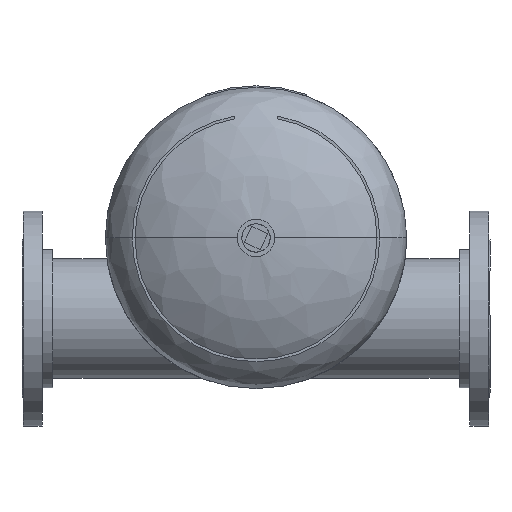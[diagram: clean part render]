
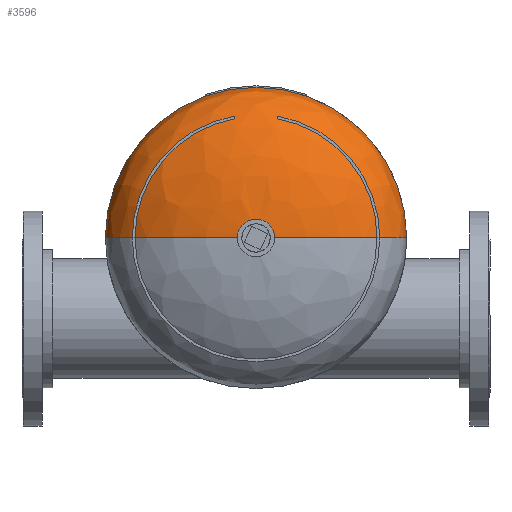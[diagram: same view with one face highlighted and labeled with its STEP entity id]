
A CAD part, front view. The second image highlights one B-rep face of the part: STEP entity #3596.
In plain terms, the highlighted free-form (B-spline) face has degree [3, 3] with [4, 4] control points.
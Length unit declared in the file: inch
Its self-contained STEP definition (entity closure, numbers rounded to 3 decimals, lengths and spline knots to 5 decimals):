
#291 = DIRECTION ( 'NONE',  ( 0., -1., 0. ) ) ;
#334 = CARTESIAN_POINT ( 'NONE',  ( 0., 0.273, 0. ) ) ;
#416 = CARTESIAN_POINT ( 'NONE',  ( 4.48799, 3.59547, -8.97598 ) ) ;
#1234 = CARTESIAN_POINT ( 'NONE',  ( -4.48799, 3.59547, -8.97598 ) ) ;
#1280 = CARTESIAN_POINT ( 'NONE',  ( -0.75, 3.79958, 0. ) ) ;
#1286 = AXIS2_PLACEMENT_3D ( 'NONE', #9254, #7454, #1606 ) ;
#1340 = CARTESIAN_POINT ( 'NONE',  ( -7., 0.273, 0. ) ) ;
#1358 = CARTESIAN_POINT ( 'NONE',  ( -4.48799, 3.59547, 0. ) ) ;
#1606 = DIRECTION ( 'NONE',  ( 1., 0., 0. ) ) ;
#1668 = AXIS2_PLACEMENT_3D ( 'NONE', #334, #2328, #8871 ) ;
#2221 = CARTESIAN_POINT ( 'NONE',  ( 7., 0.273, -14. ) ) ;
#2328 = DIRECTION ( 'NONE',  ( 0., -1., 0. ) ) ;
#2721 = VERTEX_POINT ( 'NONE', #7566 ) ;
#3351 =( BOUNDED_CURVE ( )  B_SPLINE_CURVE ( 3, ( #1280, #4205, #5076, #6997 ),
 .UNSPECIFIED., .F., .F. ) 
 B_SPLINE_CURVE_WITH_KNOTS ( ( 4, 4 ),
 ( 4.81974, 6.28319 ),
 .UNSPECIFIED. ) 
 CURVE ( )  GEOMETRIC_REPRESENTATION_ITEM ( )  RATIONAL_B_SPLINE_CURVE ( ( 1., 0.829, 0.829, 1. ) ) 
 REPRESENTATION_ITEM ( '' )  );
#3456 = ORIENTED_EDGE ( 'NONE', *, *, #3665, .T. ) ;
#3596 = ADVANCED_FACE ( 'NONE', ( #8011 ), #11825, .F. ) ;
#3665 = EDGE_CURVE ( 'NONE', #2721, #5280, #8332, .T. ) ;
#3712 = ORIENTED_EDGE ( 'NONE', *, *, #8975, .F. ) ;
#3840 = ORIENTED_EDGE ( 'NONE', *, *, #11398, .T. ) ;
#4095 = DIRECTION ( 'NONE',  ( 1., 0., 0. ) ) ;
#4153 = AXIS2_PLACEMENT_3D ( 'NONE', #8826, #291, #4095 ) ;
#4169 = ORIENTED_EDGE ( 'NONE', *, *, #12240, .T. ) ;
#4205 = CARTESIAN_POINT ( 'NONE',  ( -4.48799, 3.59547, 0. ) ) ;
#4218 = CARTESIAN_POINT ( 'NONE',  ( -7., 2.17806, 0. ) ) ;
#4283 = CARTESIAN_POINT ( 'NONE',  ( -0.75, 3.79958, 0. ) ) ;
#4454 = CIRCLE ( 'NONE', #1668, 7. ) ;
#4629 =( BOUNDED_CURVE ( )  B_SPLINE_CURVE ( 3, ( #5628, #6807, #9420, #10529 ),
 .UNSPECIFIED., .F., .F. ) 
 B_SPLINE_CURVE_WITH_KNOTS ( ( 4, 4 ),
 ( 4.81974, 6.28319 ),
 .UNSPECIFIED. ) 
 CURVE ( )  GEOMETRIC_REPRESENTATION_ITEM ( )  RATIONAL_B_SPLINE_CURVE ( ( 1., 0.829, 0.829, 1. ) ) 
 REPRESENTATION_ITEM ( '' )  );
#5076 = CARTESIAN_POINT ( 'NONE',  ( -7., 2.17806, 0. ) ) ;
#5280 = VERTEX_POINT ( 'NONE', #8912 ) ;
#5628 = CARTESIAN_POINT ( 'NONE',  ( 0.75, 3.79958, 0. ) ) ;
#5791 = VERTEX_POINT ( 'NONE', #6595 ) ;
#6086 = CARTESIAN_POINT ( 'NONE',  ( 7., 0.273, 0. ) ) ;
#6245 = CIRCLE ( 'NONE', #1286, 0.75 ) ;
#6468 = VERTEX_POINT ( 'NONE', #6086 ) ;
#6595 = CARTESIAN_POINT ( 'NONE',  ( 0.75, 3.79958, 0. ) ) ;
#6807 = CARTESIAN_POINT ( 'NONE',  ( 4.48799, 3.59547, 0. ) ) ;
#6957 = CARTESIAN_POINT ( 'NONE',  ( -7., 2.17806, -14. ) ) ;
#6997 = CARTESIAN_POINT ( 'NONE',  ( -7., 0.273, 0. ) ) ;
#7013 = CARTESIAN_POINT ( 'NONE',  ( -0.75, 3.79958, -1.5 ) ) ;
#7144 = CARTESIAN_POINT ( 'NONE',  ( 7., 0.273, 0. ) ) ;
#7454 = DIRECTION ( 'NONE',  ( 0., -1., 0. ) ) ;
#7566 = CARTESIAN_POINT ( 'NONE',  ( -0.75, 3.79958, 0. ) ) ;
#7835 = CARTESIAN_POINT ( 'NONE',  ( 4.48799, 3.59547, 0. ) ) ;
#7890 = CARTESIAN_POINT ( 'NONE',  ( 7., 2.17806, -14. ) ) ;
#7954 = CARTESIAN_POINT ( 'NONE',  ( -7., 0.273, -14. ) ) ;
#8011 = FACE_OUTER_BOUND ( 'NONE', #12217, .T. ) ;
#8070 = CARTESIAN_POINT ( 'NONE',  ( 0.75, 3.79958, 0. ) ) ;
#8332 = CIRCLE ( 'NONE', #4153, 0.75 ) ;
#8826 = CARTESIAN_POINT ( 'NONE',  ( 0., 3.79958, 0. ) ) ;
#8871 = DIRECTION ( 'NONE',  ( 1., 0., 0. ) ) ;
#8912 = CARTESIAN_POINT ( 'NONE',  ( 0., 3.79958, -0.75 ) ) ;
#8975 = EDGE_CURVE ( 'NONE', #9143, #6468, #4454, .T. ) ;
#9143 = VERTEX_POINT ( 'NONE', #1340 ) ;
#9254 = CARTESIAN_POINT ( 'NONE',  ( 0., 3.79958, 0. ) ) ;
#9295 = EDGE_CURVE ( 'NONE', #2721, #9143, #3351, .T. ) ;
#9420 = CARTESIAN_POINT ( 'NONE',  ( 7., 2.17806, 0. ) ) ;
#9692 = CARTESIAN_POINT ( 'NONE',  ( 7., 2.17806, 0. ) ) ;
#9748 = CARTESIAN_POINT ( 'NONE',  ( 0.75, 3.79958, -1.5 ) ) ;
#10529 = CARTESIAN_POINT ( 'NONE',  ( 7., 0.273, 0. ) ) ;
#10670 = CARTESIAN_POINT ( 'NONE',  ( -7., 0.273, 0. ) ) ;
#10904 = ORIENTED_EDGE ( 'NONE', *, *, #9295, .F. ) ;
#11398 = EDGE_CURVE ( 'NONE', #5280, #5791, #6245, .T. ) ;
#11825 =( BOUNDED_SURFACE ( )  B_SPLINE_SURFACE ( 3, 3, ( 
 ( #4283, #7013, #9748, #8070 ),
 ( #1358, #1234, #416, #7835 ),
 ( #4218, #6957, #7890, #9692 ),
 ( #10670, #7954, #2221, #7144 ) ),
 .UNSPECIFIED., .F., .F., .F. ) 
 B_SPLINE_SURFACE_WITH_KNOTS ( ( 4, 4 ),
 ( 4, 4 ),
 ( 0., 1. ),
 ( 0., 1. ),
 .UNSPECIFIED. ) 
 GEOMETRIC_REPRESENTATION_ITEM ( )  RATIONAL_B_SPLINE_SURFACE ( (
 ( 1., 0.333, 0.333, 1.),
 ( 0.829, 0.276, 0.276, 0.829),
 ( 0.829, 0.276, 0.276, 0.829),
 ( 1., 0.333, 0.333, 1.) ) ) 
 REPRESENTATION_ITEM ( '' )  SURFACE ( )  );
#12217 = EDGE_LOOP ( 'NONE', ( #10904, #3456, #3840, #4169, #3712 ) ) ;
#12240 = EDGE_CURVE ( 'NONE', #5791, #6468, #4629, .T. ) ;
